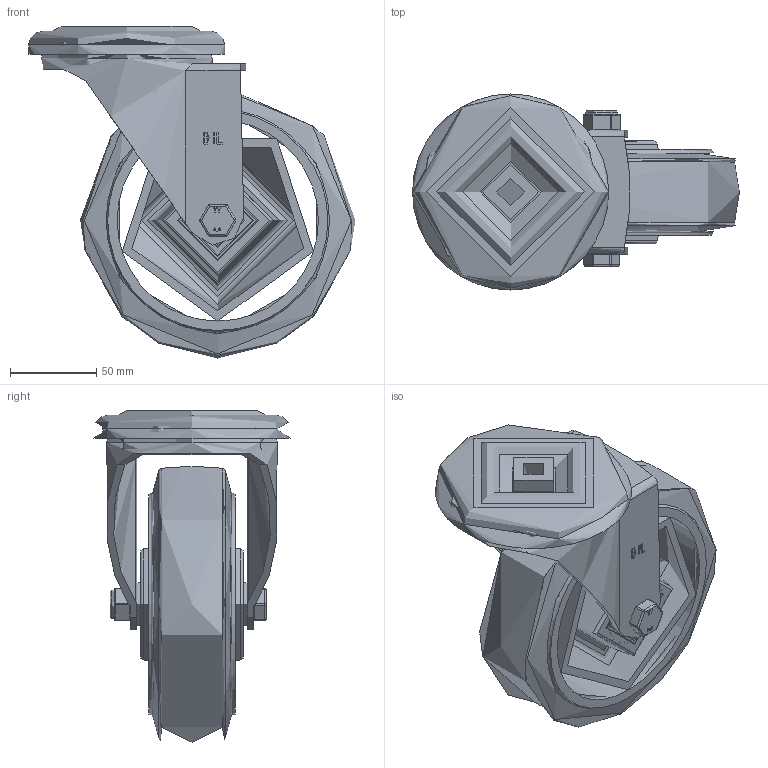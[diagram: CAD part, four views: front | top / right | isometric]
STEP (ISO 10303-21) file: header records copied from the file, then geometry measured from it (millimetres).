
FILE_DESCRIPTION(/* description */ (''),/* implementation_level */ '2;1');
FILE_NAME(/* name */ 'BZMM160SRNBJBH16.step',/* time_stamp */ '2024-10-21T14:32:18+01:00',/* author */ (''),/* organization */ (''),/* preprocessor_version */ 'ST-DEVELOPER v20',/* originating_system */ 'Autodesk Translation Framework v13.20.0.188',/* authorisation */ '');
FILE_SCHEMA (('AUTOMOTIVE_DESIGN { 1 0 10303 214 3 1 1 }'));
Length unit declared in the file: millimetre
Products named in the file (27): BZMM160SRNBJBH16; BZMM150ASBH16 - 64 v1; ZINC PLATED, PRESSED STEEL HEAD; ZINC PLATED, PRESSED STEEL FORKS; BZH160WSRNBJM20 v1; 65 SHORE A ELASTIC RUBBER TYRE; NYLON RIM; BEARING6204; BALL BEARINGS; BEARING6204 (1); BALL BEARINGS (1); Component3; INNER; OUTER; MIDDLE; RUBBER; BEARING SPACER; TH20X2X12 v1; ZINC PLATED HEADED SPACER; TH20X2X12 v1 (1); ZINC PLATED HEADED SPACER (1); HEXBOLTM12X80Z8.8 v2; GRADE 8.8 ZINC PLATED BOLT; NYLOCM12Z v1; NYLOC NUT; NUT; RUBBER (1)
Assembly tree (45 placements, depth 5):
  BZMM160SRNBJBH16
    BZMM150ASBH16 - 64 v1
      ZINC PLATED, PRESSED STEEL HEAD
      ZINC PLATED, PRESSED STEEL FORKS
    BZH160WSRNBJM20 v1
      65 SHORE A ELASTIC RUBBER TYRE
      NYLON RIM
      BEARING6204
        INNER
        OUTER
        BALL BEARINGS
          Component3  x8
        MIDDLE
        RUBBER
      BEARING6204 (1)
        BALL BEARINGS (1)
          Component3  x8
        INNER
        OUTER
        MIDDLE
        RUBBER
      BEARING SPACER
    TH20X2X12 v1
      ZINC PLATED HEADED SPACER
    TH20X2X12 v1 (1)
      ZINC PLATED HEADED SPACER (1)
    HEXBOLTM12X80Z8.8 v2
      GRADE 8.8 ZINC PLATED BOLT
    NYLOCM12Z v1
      NYLOC NUT
        NUT
        RUBBER (1)
Bounding box: 190 x 114 x 193 mm (x, y, z)
Volume: 954265.2 mm3; surface area: 256597.1 mm2
Topology: 36 solids, 36 shells, 1101 faces, 2783 edges, 1844 vertices
Faces by surface type: plane 455, bspline 343, cylinder 191, sphere 66, torus 35, cone 11
Full cylindrical faces by diameter (mm): 9.836 x18, 11.834 x18, 12 x3, 12.2 x4, 14 x2, 16.2 x1, 18 x1, 18.5 x1, 19.8 x2, 20 x3, 24 x1, 25 x2, 27 x2, 28.5 x8, 30.8 x4, 31.3 x4, 32.5 x3, 40 x1, 40.3 x4, 40.5 x4, 40.8 x4, 41 x1, 42 x10, 47 x5, 51.5 x1, 74 x1, 91.5 x1, 99.5 x1, 104 x1, 114 x1
Entity records: 30409 total; most frequent: CARTESIAN_POINT 13172, ORIENTED_EDGE 3640, DIRECTION 2930, EDGE_CURVE 1820, VERTEX_POINT 1206, AXIS2_PLACEMENT_3D 1064, EDGE_LOOP 884, LINE 802
